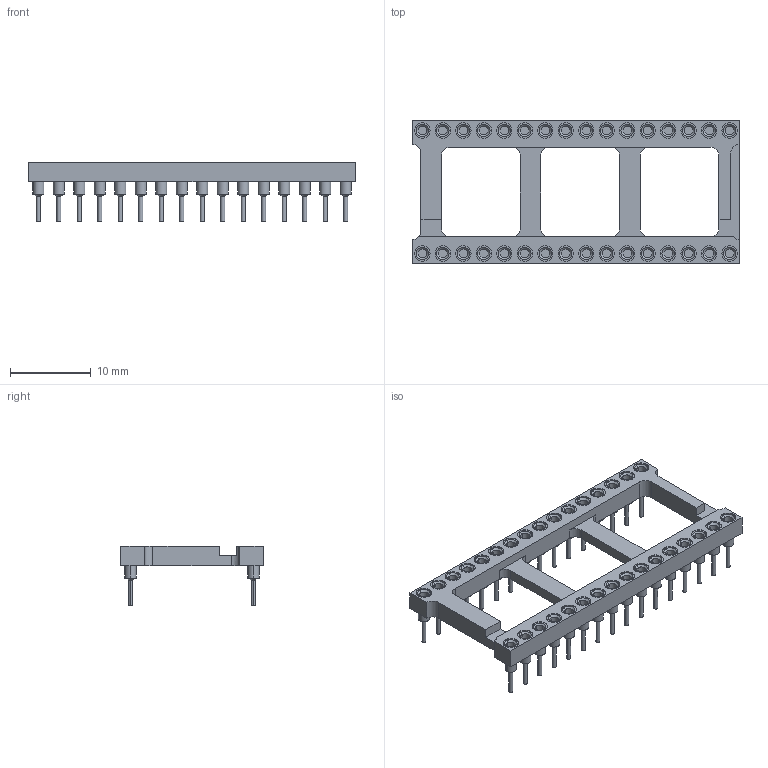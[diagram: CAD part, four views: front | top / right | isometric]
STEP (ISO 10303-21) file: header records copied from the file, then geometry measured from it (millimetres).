
FILE_DESCRIPTION(('STEP AP242'),'1');
FILE_NAME('1077333_832-ag11d-esl-lf.stp','2019-09-16T15:53:04',('TraceParts'),('TraceParts S.A.'),'Spatial InterOp 3D',' ',' ');
FILE_SCHEMA(('AP242_MANAGED_MODEL_BASED_3D_ENGINEERING_MIM_LF {1 0 10303 442 1 1 4}'));
Length unit declared in the file: millimetre
Products named in the file (1): 1077333_832-ag11d-esl-lf
Bounding box: 40.54 x 17.68 x 7.37 mm (x, y, z)
Volume: 895.2 mm3; surface area: 1788.1 mm2
Topology: 1 solids, 1 shells, 520 faces, 1083 edges, 658 vertices
Faces by surface type: cylinder 272, cone 128, plane 120
Entity records: 13887 total; most frequent: DIRECTION 2734, CARTESIAN_POINT 2262, ORIENTED_EDGE 2166, AXIS2_PLACEMENT_3D 1130, EDGE_CURVE 1083, VERTEX_POINT 658, EDGE_LOOP 619, CIRCLE 609
